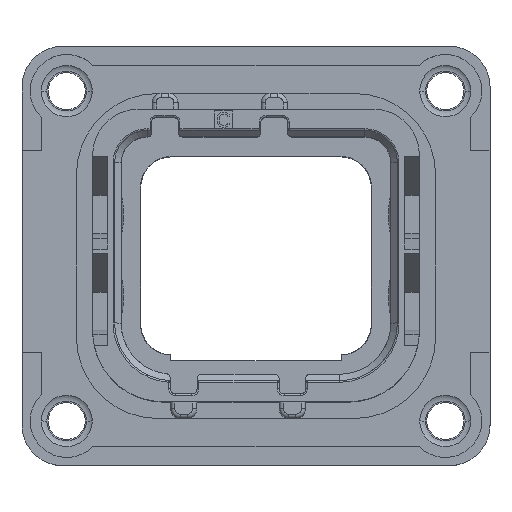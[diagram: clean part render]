
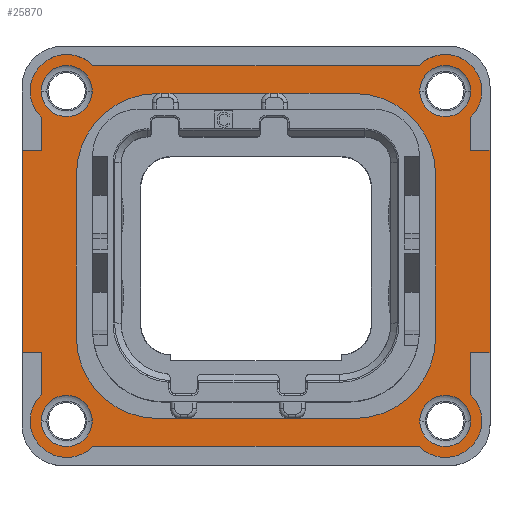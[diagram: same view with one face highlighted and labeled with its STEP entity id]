
A CAD part, top view. The second image highlights one B-rep face of the part: STEP entity #25870.
In plain terms, the highlighted planar face has unit normal (0, 0, 1).
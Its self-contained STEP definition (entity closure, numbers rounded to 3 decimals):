
#373=DIRECTION('',(0.,-1.,0.));
#374=VECTOR('',#373,12.45);
#375=CARTESIAN_POINT('',(-14.4,6.5,1.5));
#376=LINE('',#375,#374);
#436=CARTESIAN_POINT('',(-11.65,10.15,1.5));
#437=DIRECTION('',(0.,0.,1.));
#438=DIRECTION('',(0.716,0.698,0.));
#439=AXIS2_PLACEMENT_3D('',#436,#437,#438);
#449=CARTESIAN_POINT('',(11.65,10.15,1.5));
#450=DIRECTION('',(0.,0.,1.));
#451=DIRECTION('',(0.698,-0.716,0.));
#452=AXIS2_PLACEMENT_3D('',#449,#450,#451);
#459=DIRECTION('',(0.,1.,0.));
#460=VECTOR('',#459,2.588);
#461=CARTESIAN_POINT('',(13.22,-8.538,1.5));
#462=LINE('',#461,#460);
#463=DIRECTION('',(1.,0.,0.));
#464=VECTOR('',#463,20.077);
#465=CARTESIAN_POINT('',(-10.038,-11.72,1.5));
#466=LINE('',#465,#464);
#467=DIRECTION('',(0.,-1.,0.));
#468=VECTOR('',#467,2.588);
#469=CARTESIAN_POINT('',(-13.22,-5.95,1.5));
#470=LINE('',#469,#468);
#471=DIRECTION('',(1.,0.,0.));
#472=VECTOR('',#471,1.18);
#473=CARTESIAN_POINT('',(-14.4,-5.95,1.5));
#474=LINE('',#473,#472);
#475=DIRECTION('',(-1.,0.,0.));
#476=VECTOR('',#475,1.18);
#477=CARTESIAN_POINT('',(-13.22,6.5,1.5));
#478=LINE('',#477,#476);
#479=DIRECTION('',(0.,-1.,0.));
#480=VECTOR('',#479,2.038);
#481=CARTESIAN_POINT('',(-13.22,8.538,1.5));
#482=LINE('',#481,#480);
#483=DIRECTION('',(-1.,0.,0.));
#484=VECTOR('',#483,20.077);
#485=CARTESIAN_POINT('',(10.038,11.72,1.5));
#486=LINE('',#485,#484);
#487=DIRECTION('',(0.,1.,0.));
#488=VECTOR('',#487,2.038);
#489=CARTESIAN_POINT('',(13.22,6.5,1.5));
#490=LINE('',#489,#488);
#491=DIRECTION('',(-1.,0.,0.));
#492=VECTOR('',#491,1.18);
#493=CARTESIAN_POINT('',(14.4,6.5,1.5));
#494=LINE('',#493,#492);
#495=DIRECTION('',(1.,0.,0.));
#496=VECTOR('',#495,1.18);
#497=CARTESIAN_POINT('',(13.22,-5.95,1.5));
#498=LINE('',#497,#496);
#499=CARTESIAN_POINT('',(11.65,-10.15,1.5));
#500=DIRECTION('',(0.,0.,1.));
#501=DIRECTION('',(-1.,0.,0.));
#502=AXIS2_PLACEMENT_3D('',#499,#500,#501);
#504=CARTESIAN_POINT('',(-11.65,-10.15,1.5));
#505=DIRECTION('',(0.,0.,1.));
#506=DIRECTION('',(-1.,0.,0.));
#507=AXIS2_PLACEMENT_3D('',#504,#505,#506);
#509=CARTESIAN_POINT('',(-11.65,10.15,1.5));
#510=DIRECTION('',(0.,0.,1.));
#511=DIRECTION('',(1.,0.,0.));
#512=AXIS2_PLACEMENT_3D('',#509,#510,#511);
#514=CARTESIAN_POINT('',(11.65,10.15,1.5));
#515=DIRECTION('',(0.,0.,1.));
#516=DIRECTION('',(1.,0.,0.));
#517=AXIS2_PLACEMENT_3D('',#514,#515,#516);
#519=CARTESIAN_POINT('',(6.05,5.,1.5));
#520=DIRECTION('',(0.,0.,-1.));
#521=DIRECTION('',(0.,1.,0.));
#522=AXIS2_PLACEMENT_3D('',#519,#520,#521);
#524=DIRECTION('',(1.,0.,0.));
#525=VECTOR('',#524,12.1);
#526=CARTESIAN_POINT('',(-6.05,10.,1.5));
#527=LINE('',#526,#525);
#528=CARTESIAN_POINT('',(-6.05,5.,1.5));
#529=DIRECTION('',(0.,0.,-1.));
#530=DIRECTION('',(-1.,0.,0.));
#531=AXIS2_PLACEMENT_3D('',#528,#529,#530);
#533=DIRECTION('',(0.,1.,0.));
#534=VECTOR('',#533,10.);
#535=CARTESIAN_POINT('',(-11.05,-5.,1.5));
#536=LINE('',#535,#534);
#537=CARTESIAN_POINT('',(-6.05,-5.,1.5));
#538=DIRECTION('',(0.,0.,-1.));
#539=DIRECTION('',(0.,-1.,0.));
#540=AXIS2_PLACEMENT_3D('',#537,#538,#539);
#542=DIRECTION('',(-1.,0.,0.));
#543=VECTOR('',#542,12.1);
#544=CARTESIAN_POINT('',(6.05,-10.,1.5));
#545=LINE('',#544,#543);
#546=CARTESIAN_POINT('',(6.05,-5.,1.5));
#547=DIRECTION('',(0.,0.,-1.));
#548=DIRECTION('',(1.,0.,0.));
#549=AXIS2_PLACEMENT_3D('',#546,#547,#548);
#551=DIRECTION('',(0.,-1.,0.));
#552=VECTOR('',#551,10.);
#553=CARTESIAN_POINT('',(11.05,5.,1.5));
#554=LINE('',#553,#552);
#559=CARTESIAN_POINT('',(11.65,-10.15,1.5));
#560=DIRECTION('',(0.,0.,1.));
#561=DIRECTION('',(-0.716,-0.698,0.));
#562=AXIS2_PLACEMENT_3D('',#559,#560,#561);
#616=CARTESIAN_POINT('',(-11.65,-10.15,1.5));
#617=DIRECTION('',(0.,0.,1.));
#618=DIRECTION('',(-0.698,0.716,0.));
#619=AXIS2_PLACEMENT_3D('',#616,#617,#618);
#645=DIRECTION('',(0.,1.,0.));
#646=VECTOR('',#645,12.45);
#647=CARTESIAN_POINT('',(14.4,-5.95,1.5));
#648=LINE('',#647,#646);
#701=CARTESIAN_POINT('',(11.65,-10.15,1.5));
#702=DIRECTION('',(0.,0.,1.));
#703=DIRECTION('',(1.,0.,0.));
#704=AXIS2_PLACEMENT_3D('',#701,#702,#703);
#706=CARTESIAN_POINT('',(-11.65,-10.15,1.5));
#707=DIRECTION('',(0.,0.,1.));
#708=DIRECTION('',(1.,0.,0.));
#709=AXIS2_PLACEMENT_3D('',#706,#707,#708);
#727=CARTESIAN_POINT('',(-11.65,10.15,1.5));
#728=DIRECTION('',(0.,0.,1.));
#729=DIRECTION('',(-1.,0.,0.));
#730=AXIS2_PLACEMENT_3D('',#727,#728,#729);
#732=CARTESIAN_POINT('',(11.65,10.15,1.5));
#733=DIRECTION('',(0.,0.,1.));
#734=DIRECTION('',(-1.,0.,0.));
#735=AXIS2_PLACEMENT_3D('',#732,#733,#734);
#22161=CARTESIAN_POINT('',(-6.05,10.,1.5));
#22162=CARTESIAN_POINT('',(6.05,10.,1.5));
#22163=VERTEX_POINT('',#22161);
#22164=VERTEX_POINT('',#22162);
#22165=CARTESIAN_POINT('',(11.05,-5.,1.5));
#22166=CARTESIAN_POINT('',(6.05,-10.,1.5));
#22167=VERTEX_POINT('',#22165);
#22168=VERTEX_POINT('',#22166);
#22169=CARTESIAN_POINT('',(11.05,5.,1.5));
#22170=VERTEX_POINT('',#22169);
#22171=CARTESIAN_POINT('',(-11.05,5.,1.5));
#22172=VERTEX_POINT('',#22171);
#22173=CARTESIAN_POINT('',(-11.05,-5.,1.5));
#22174=VERTEX_POINT('',#22173);
#22175=CARTESIAN_POINT('',(-6.05,-10.,1.5));
#22176=VERTEX_POINT('',#22175);
#22207=CARTESIAN_POINT('',(14.4,-5.95,1.5));
#22208=CARTESIAN_POINT('',(14.4,6.5,1.5));
#22209=VERTEX_POINT('',#22207);
#22210=VERTEX_POINT('',#22208);
#22211=CARTESIAN_POINT('',(-14.4,6.5,1.5));
#22212=CARTESIAN_POINT('',(-14.4,-5.95,1.5));
#22213=VERTEX_POINT('',#22211);
#22214=VERTEX_POINT('',#22212);
#22215=CARTESIAN_POINT('',(10.08,10.15,1.5));
#22216=VERTEX_POINT('',#22215);
#22217=CARTESIAN_POINT('',(-10.08,10.15,1.5));
#22218=VERTEX_POINT('',#22217);
#22219=CARTESIAN_POINT('',(-10.08,-10.15,1.5));
#22220=VERTEX_POINT('',#22219);
#22221=CARTESIAN_POINT('',(10.08,-10.15,1.5));
#22222=VERTEX_POINT('',#22221);
#22223=CARTESIAN_POINT('',(-13.22,6.5,1.5));
#22224=VERTEX_POINT('',#22223);
#22225=CARTESIAN_POINT('',(13.22,6.5,1.5));
#22226=VERTEX_POINT('',#22225);
#22227=CARTESIAN_POINT('',(-13.22,-5.95,1.5));
#22228=VERTEX_POINT('',#22227);
#22543=CARTESIAN_POINT('',(13.22,-5.95,1.5));
#22544=VERTEX_POINT('',#22543);
#22870=CARTESIAN_POINT('',(13.22,8.538,1.5));
#22872=VERTEX_POINT('',#22870);
#22874=CARTESIAN_POINT('',(-10.038,-11.72,1.5));
#22876=VERTEX_POINT('',#22874);
#22878=CARTESIAN_POINT('',(10.038,-11.72,1.5));
#22880=VERTEX_POINT('',#22878);
#22882=CARTESIAN_POINT('',(-13.22,-8.538,1.5));
#22884=VERTEX_POINT('',#22882);
#22886=CARTESIAN_POINT('',(-10.038,11.72,1.5));
#22888=VERTEX_POINT('',#22886);
#22890=CARTESIAN_POINT('',(10.038,11.72,1.5));
#22892=VERTEX_POINT('',#22890);
#22894=CARTESIAN_POINT('',(-13.22,8.538,1.5));
#22896=VERTEX_POINT('',#22894);
#22898=CARTESIAN_POINT('',(13.22,-8.538,1.5));
#22900=VERTEX_POINT('',#22898);
#22902=CARTESIAN_POINT('',(13.22,10.15,1.5));
#22903=VERTEX_POINT('',#22902);
#22904=CARTESIAN_POINT('',(-13.22,10.15,1.5));
#22905=VERTEX_POINT('',#22904);
#22906=CARTESIAN_POINT('',(-13.22,-10.15,1.5));
#22907=VERTEX_POINT('',#22906);
#22908=CARTESIAN_POINT('',(13.22,-10.15,1.5));
#22909=VERTEX_POINT('',#22908);
#25793=CARTESIAN_POINT('',(0.,0.,1.5));
#25794=DIRECTION('',(0.,0.,1.));
#25795=DIRECTION('',(1.,0.,0.));
#25796=AXIS2_PLACEMENT_3D('',#25793,#25794,#25795);
#25797=PLANE('',#25796);
#25799=ORIENTED_EDGE('',*,*,#25798,.F.);
#25801=ORIENTED_EDGE('',*,*,#25800,.F.);
#25803=ORIENTED_EDGE('',*,*,#25802,.F.);
#25805=ORIENTED_EDGE('',*,*,#25804,.F.);
#25807=ORIENTED_EDGE('',*,*,#25806,.F.);
#25809=ORIENTED_EDGE('',*,*,#25808,.F.);
#25810=ORIENTED_EDGE('',*,*,#25706,.F.);
#25812=ORIENTED_EDGE('',*,*,#25811,.F.);
#25814=ORIENTED_EDGE('',*,*,#25813,.F.);
#25815=ORIENTED_EDGE('',*,*,#25758,.F.);
#25816=ORIENTED_EDGE('',*,*,#25774,.F.);
#25817=ORIENTED_EDGE('',*,*,#25784,.F.);
#25819=ORIENTED_EDGE('',*,*,#25818,.F.);
#25821=ORIENTED_EDGE('',*,*,#25820,.F.);
#25823=ORIENTED_EDGE('',*,*,#25822,.F.);
#25825=ORIENTED_EDGE('',*,*,#25824,.F.);
#25826=EDGE_LOOP('',(#25799,#25801,#25803,#25805,#25807,#25809,#25810,#25812,
#25814,#25815,#25816,#25817,#25819,#25821,#25823,#25825));
#25827=FACE_OUTER_BOUND('',#25826,.F.);
#25829=ORIENTED_EDGE('',*,*,#25828,.T.);
#25831=ORIENTED_EDGE('',*,*,#25830,.T.);
#25832=EDGE_LOOP('',(#25829,#25831));
#25833=FACE_BOUND('',#25832,.F.);
#25835=ORIENTED_EDGE('',*,*,#25834,.T.);
#25837=ORIENTED_EDGE('',*,*,#25836,.T.);
#25838=EDGE_LOOP('',(#25835,#25837));
#25839=FACE_BOUND('',#25838,.F.);
#25841=ORIENTED_EDGE('',*,*,#25840,.T.);
#25843=ORIENTED_EDGE('',*,*,#25842,.T.);
#25844=EDGE_LOOP('',(#25841,#25843));
#25845=FACE_BOUND('',#25844,.F.);
#25847=ORIENTED_EDGE('',*,*,#25846,.T.);
#25849=ORIENTED_EDGE('',*,*,#25848,.T.);
#25850=EDGE_LOOP('',(#25847,#25849));
#25851=FACE_BOUND('',#25850,.F.);
#25853=ORIENTED_EDGE('',*,*,#25852,.F.);
#25855=ORIENTED_EDGE('',*,*,#25854,.F.);
#25857=ORIENTED_EDGE('',*,*,#25856,.F.);
#25859=ORIENTED_EDGE('',*,*,#25858,.F.);
#25861=ORIENTED_EDGE('',*,*,#25860,.F.);
#25863=ORIENTED_EDGE('',*,*,#25862,.F.);
#25865=ORIENTED_EDGE('',*,*,#25864,.F.);
#25867=ORIENTED_EDGE('',*,*,#25866,.F.);
#25868=EDGE_LOOP('',(#25853,#25855,#25857,#25859,#25861,#25863,#25865,#25867));
#25869=FACE_BOUND('',#25868,.F.);
#25870=ADVANCED_FACE('',(#25827,#25833,#25839,#25845,#25851,#25869),#25797,.T.);
#440=CIRCLE('',#439,2.25);
#453=CIRCLE('',#452,2.25);
#503=CIRCLE('',#502,1.57);
#508=CIRCLE('',#507,1.57);
#513=CIRCLE('',#512,1.57);
#518=CIRCLE('',#517,1.57);
#523=CIRCLE('',#522,5.);
#532=CIRCLE('',#531,5.);
#541=CIRCLE('',#540,5.);
#550=CIRCLE('',#549,5.);
#563=CIRCLE('',#562,2.25);
#620=CIRCLE('',#619,2.25);
#705=CIRCLE('',#704,1.57);
#710=CIRCLE('',#709,1.57);
#731=CIRCLE('',#730,1.57);
#736=CIRCLE('',#735,1.57);
#25706=EDGE_CURVE('',#22213,#22214,#376,.T.);
#25758=EDGE_CURVE('',#22888,#22896,#440,.T.);
#25774=EDGE_CURVE('',#22892,#22888,#486,.T.);
#25784=EDGE_CURVE('',#22872,#22892,#453,.T.);
#25798=EDGE_CURVE('',#22900,#22544,#462,.T.);
#25800=EDGE_CURVE('',#22880,#22900,#563,.T.);
#25802=EDGE_CURVE('',#22876,#22880,#466,.T.);
#25804=EDGE_CURVE('',#22884,#22876,#620,.T.);
#25806=EDGE_CURVE('',#22228,#22884,#470,.T.);
#25808=EDGE_CURVE('',#22214,#22228,#474,.T.);
#25811=EDGE_CURVE('',#22224,#22213,#478,.T.);
#25813=EDGE_CURVE('',#22896,#22224,#482,.T.);
#25818=EDGE_CURVE('',#22226,#22872,#490,.T.);
#25820=EDGE_CURVE('',#22210,#22226,#494,.T.);
#25822=EDGE_CURVE('',#22209,#22210,#648,.T.);
#25824=EDGE_CURVE('',#22544,#22209,#498,.T.);
#25828=EDGE_CURVE('',#22222,#22909,#503,.T.);
#25830=EDGE_CURVE('',#22909,#22222,#705,.T.);
#25834=EDGE_CURVE('',#22220,#22907,#710,.T.);
#25836=EDGE_CURVE('',#22907,#22220,#508,.T.);
#25840=EDGE_CURVE('',#22218,#22905,#513,.T.);
#25842=EDGE_CURVE('',#22905,#22218,#731,.T.);
#25846=EDGE_CURVE('',#22216,#22903,#736,.T.);
#25848=EDGE_CURVE('',#22903,#22216,#518,.T.);
#25852=EDGE_CURVE('',#22164,#22170,#523,.T.);
#25854=EDGE_CURVE('',#22163,#22164,#527,.T.);
#25856=EDGE_CURVE('',#22172,#22163,#532,.T.);
#25858=EDGE_CURVE('',#22174,#22172,#536,.T.);
#25860=EDGE_CURVE('',#22176,#22174,#541,.T.);
#25862=EDGE_CURVE('',#22168,#22176,#545,.T.);
#25864=EDGE_CURVE('',#22167,#22168,#550,.T.);
#25866=EDGE_CURVE('',#22170,#22167,#554,.T.);
